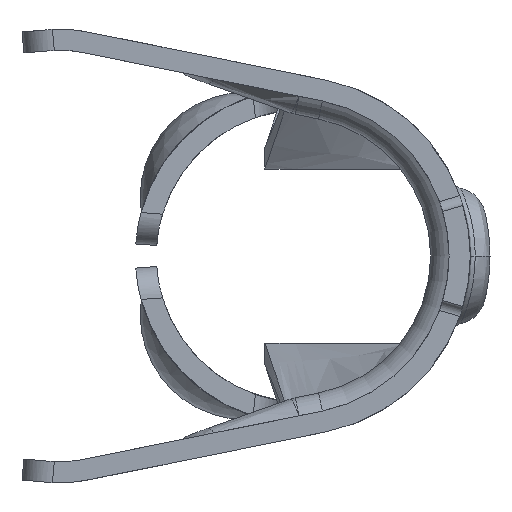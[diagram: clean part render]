
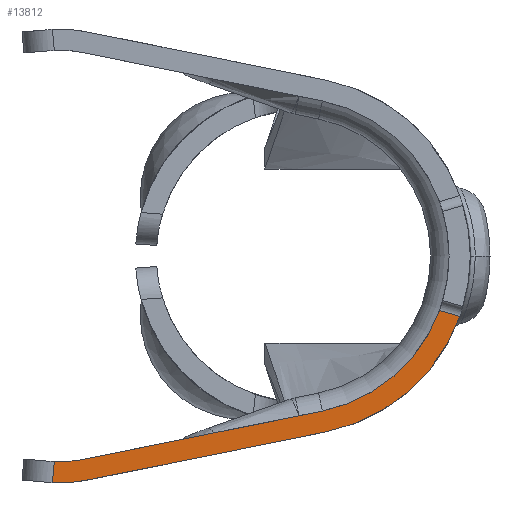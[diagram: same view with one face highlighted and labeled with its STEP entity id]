
A CAD part, left-side view. The second image highlights one B-rep face of the part: STEP entity #13812.
In plain terms, the highlighted planar face has unit normal (-0.999, 0.035, 0).
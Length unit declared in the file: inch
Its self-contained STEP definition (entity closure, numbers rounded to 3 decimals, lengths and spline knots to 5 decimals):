
#99 = PLANE ( 'NONE',  #9229 ) ;
#265 = ORIENTED_EDGE ( 'NONE', *, *, #3383, .T. ) ;
#317 = VERTEX_POINT ( 'NONE', #9580 ) ;
#1096 = CARTESIAN_POINT ( 'NONE',  ( -1.96737, 0.20293, -0.21222 ) ) ;
#1119 = EDGE_CURVE ( 'NONE', #12483, #2892, #12624, .T. ) ;
#1162 = CARTESIAN_POINT ( 'NONE',  ( -1.96616, 0.23763, -0.21751 ) ) ;
#1257 = ORIENTED_EDGE ( 'NONE', *, *, #1119, .F. ) ;
#1287 = LINE ( 'NONE', #5762, #6478 ) ;
#1608 = CARTESIAN_POINT ( 'NONE',  ( -1.97899, -0.12991, -0.05169 ) ) ;
#2201 = EDGE_CURVE ( 'NONE', #14671, #13752, #1287, .T. ) ;
#2243 = CARTESIAN_POINT ( 'NONE',  ( -1.97965, -0.14883, -0.05723 ) ) ;
#2426 = ORIENTED_EDGE ( 'NONE', *, *, #8813, .F. ) ;
#2533 = EDGE_CURVE ( 'NONE', #12699, #6848, #4034, .T. ) ;
#2545 = CARTESIAN_POINT ( 'NONE',  ( -1.97898, -0.1296, -0.0516 ) ) ;
#2553 = CARTESIAN_POINT ( 'NONE',  ( -1.9751, -0.01849, -0.14702 ) ) ;
#2643 = EDGE_LOOP ( 'NONE', ( #2426, #8142, #6063, #1257, #6812, #265, #9164, #14580 ) ) ;
#2841 = CARTESIAN_POINT ( 'NONE',  ( -1.96697, 0.21428, -0.21452 ) ) ;
#2892 = VERTEX_POINT ( 'NONE', #2553 ) ;
#3264 = CARTESIAN_POINT ( 'NONE',  ( -1.97834, -0.11125, -0.10169 ) ) ;
#3383 = EDGE_CURVE ( 'NONE', #13641, #317, #13667, .T. ) ;
#3582 = CARTESIAN_POINT ( 'NONE',  ( -1.9669, 0.21637, -0.19453 ) ) ;
#3954 = DIRECTION ( 'NONE',  ( 0.003, 0.087, -0.996 ) ) ;
#3981 = CARTESIAN_POINT ( 'NONE',  ( -1.97898, -0.1296, -0.0516 ) ) ;
#4034 = LINE ( 'NONE', #1608, #7178 ) ;
#4107 = CARTESIAN_POINT ( 'NONE',  ( -1.96723, 0.2069, -0.19262 ) ) ;
#4624 = CARTESIAN_POINT ( 'NONE',  ( -1.96516, 0.26625, -0.215 ) ) ;
#5362 =( BOUNDED_CURVE ( )  B_SPLINE_CURVE ( 3, ( #8480, #7360, #9781, #6116 ),
 .UNSPECIFIED., .F., .T. ) 
 B_SPLINE_CURVE_WITH_KNOTS ( ( 4, 4 ),
 ( 0.34338, 1.37119 ),
 .UNSPECIFIED. ) 
 CURVE ( )  GEOMETRIC_REPRESENTATION_ITEM ( )  RATIONAL_B_SPLINE_CURVE ( ( 1., 0.914, 0.914, 1. ) ) 
 REPRESENTATION_ITEM ( '' )  );
#5383 = EDGE_CURVE ( 'NONE', #2892, #6848, #7784, .T. ) ;
#5762 = CARTESIAN_POINT ( 'NONE',  ( -1.9749, -0.01273, -0.16859 ) ) ;
#6063 = ORIENTED_EDGE ( 'NONE', *, *, #5383, .F. ) ;
#6116 = CARTESIAN_POINT ( 'NONE',  ( -1.97524, -0.02246, -0.16662 ) ) ;
#6468 = VECTOR ( 'NONE', #7994, 39.37008 ) ;
#6478 = VECTOR ( 'NONE', #9292, 39.37008 ) ;
#6812 = ORIENTED_EDGE ( 'NONE', *, *, #9590, .F. ) ;
#6841 =( BOUNDED_CURVE ( )  B_SPLINE_CURVE ( 3, ( #9203, #13854, #3582, #8068 ),
 .UNSPECIFIED., .F., .T. ) 
 B_SPLINE_CURVE_WITH_KNOTS ( ( 4, 4 ),
 ( 4.67107, 4.91199 ),
 .UNSPECIFIED. ) 
 CURVE ( )  GEOMETRIC_REPRESENTATION_ITEM ( )  RATIONAL_B_SPLINE_CURVE ( ( 1., 0.995, 0.995, 1. ) ) 
 REPRESENTATION_ITEM ( '' )  );
#6848 = VERTEX_POINT ( 'NONE', #3981 ) ;
#7019 = DIRECTION ( 'NONE',  ( 0.033, 0.959, 0.281 ) ) ;
#7021 = CARTESIAN_POINT ( 'NONE',  ( -1.97693, -0.07078, -0.13644 ) ) ;
#7178 = VECTOR ( 'NONE', #7019, 39.37008 ) ;
#7302 = CARTESIAN_POINT ( 'NONE',  ( -1.96657, 0.22583, -0.21539 ) ) ;
#7360 = CARTESIAN_POINT ( 'NONE',  ( -1.97894, -0.1283, -0.11464 ) ) ;
#7397 =( BOUNDED_CURVE ( )  B_SPLINE_CURVE ( 3, ( #13073, #2841, #7302, #11919 ),
 .UNSPECIFIED., .F., .T. ) 
 B_SPLINE_CURVE_WITH_KNOTS ( ( 4, 4 ),
 ( 1.37119, 1.61868 ),
 .UNSPECIFIED. ) 
 CURVE ( )  GEOMETRIC_REPRESENTATION_ITEM ( )  RATIONAL_B_SPLINE_CURVE ( ( 1., 0.995, 0.995, 1. ) ) 
 REPRESENTATION_ITEM ( '' )  );
#7709 = CARTESIAN_POINT ( 'NONE',  ( -1.96623, 0.23565, -0.1949 ) ) ;
#7784 =( BOUNDED_CURVE ( )  B_SPLINE_CURVE ( 3, ( #11623, #7021, #3264, #2545 ),
 .UNSPECIFIED., .F., .T. ) 
 B_SPLINE_CURVE_WITH_KNOTS ( ( 4, 4 ),
 ( 4.91199, 5.93203 ),
 .UNSPECIFIED. ) 
 CURVE ( )  GEOMETRIC_REPRESENTATION_ITEM ( )  RATIONAL_B_SPLINE_CURVE ( ( 1., 0.915, 0.915, 1. ) ) 
 REPRESENTATION_ITEM ( '' )  );
#7994 = DIRECTION ( 'NONE',  ( -0.034, -0.98, 0.198 ) ) ;
#8068 = CARTESIAN_POINT ( 'NONE',  ( -1.96723, 0.2069, -0.19262 ) ) ;
#8142 = ORIENTED_EDGE ( 'NONE', *, *, #2533, .T. ) ;
#8480 = CARTESIAN_POINT ( 'NONE',  ( -1.97965, -0.14883, -0.05723 ) ) ;
#8813 = EDGE_CURVE ( 'NONE', #12699, #14671, #5362, .T. ) ;
#9135 = DIRECTION ( 'NONE',  ( 0.999, -0.035, 0. ) ) ;
#9164 = ORIENTED_EDGE ( 'NONE', *, *, #12955, .F. ) ;
#9203 = CARTESIAN_POINT ( 'NONE',  ( -1.96623, 0.23565, -0.1949 ) ) ;
#9229 = AXIS2_PLACEMENT_3D ( 'NONE', #4624, #9135, #13786 ) ;
#9292 = DIRECTION ( 'NONE',  ( 0.034, 0.98, -0.198 ) ) ;
#9338 = VECTOR ( 'NONE', #3954, 39.37008 ) ;
#9580 = CARTESIAN_POINT ( 'NONE',  ( -1.96617, 0.23739, -0.21484 ) ) ;
#9590 = EDGE_CURVE ( 'NONE', #13641, #12483, #6841, .T. ) ;
#9781 = CARTESIAN_POINT ( 'NONE',  ( -1.97733, -0.08221, -0.15454 ) ) ;
#10267 = FACE_OUTER_BOUND ( 'NONE', #2643, .T. ) ;
#11623 = CARTESIAN_POINT ( 'NONE',  ( -1.9751, -0.01849, -0.14702 ) ) ;
#11919 = CARTESIAN_POINT ( 'NONE',  ( -1.96617, 0.23739, -0.21484 ) ) ;
#12483 = VERTEX_POINT ( 'NONE', #4107 ) ;
#12624 = LINE ( 'NONE', #12818, #6468 ) ;
#12699 = VERTEX_POINT ( 'NONE', #2243 ) ;
#12818 = CARTESIAN_POINT ( 'NONE',  ( -1.97476, -0.00877, -0.14899 ) ) ;
#12955 = EDGE_CURVE ( 'NONE', #13752, #317, #7397, .T. ) ;
#13073 = CARTESIAN_POINT ( 'NONE',  ( -1.96737, 0.20293, -0.21222 ) ) ;
#13641 = VERTEX_POINT ( 'NONE', #7709 ) ;
#13667 = LINE ( 'NONE', #1162, #9338 ) ;
#13752 = VERTEX_POINT ( 'NONE', #1096 ) ;
#13786 = DIRECTION ( 'NONE',  ( 0.035, 0.999, 0. ) ) ;
#13812 = ADVANCED_FACE ( 'NONE', ( #10267 ), #99, .F. ) ;
#13854 = CARTESIAN_POINT ( 'NONE',  ( -1.96656, 0.226, -0.1953 ) ) ;
#14580 = ORIENTED_EDGE ( 'NONE', *, *, #2201, .F. ) ;
#14613 = CARTESIAN_POINT ( 'NONE',  ( -1.97524, -0.02246, -0.16662 ) ) ;
#14671 = VERTEX_POINT ( 'NONE', #14613 ) ;
